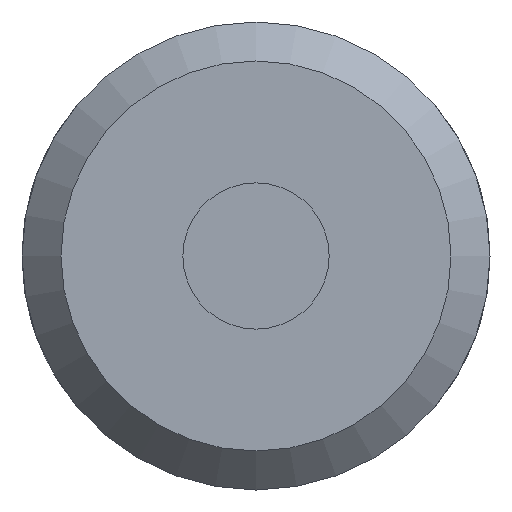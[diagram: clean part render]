
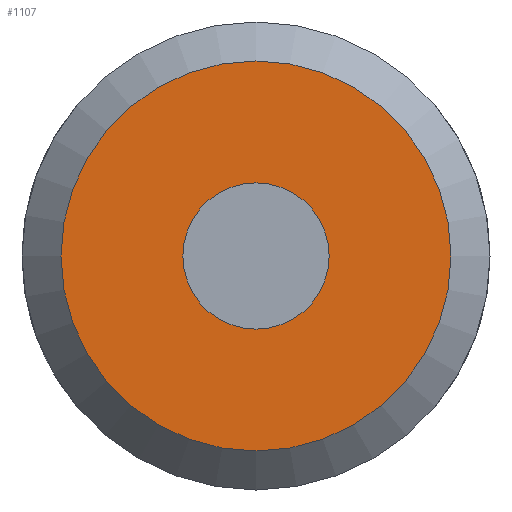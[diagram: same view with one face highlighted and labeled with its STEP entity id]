
A CAD part, left-side view. The second image highlights one B-rep face of the part: STEP entity #1107.
In plain terms, the highlighted planar face has unit normal (-1, 0, 0).
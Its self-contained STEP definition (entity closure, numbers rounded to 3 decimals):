
#24=PLANE('',#1202);
#205=ORIENTED_EDGE('',*,*,#377,.T.);
#206=ORIENTED_EDGE('',*,*,#378,.T.);
#377=EDGE_CURVE('',#464,#464,#492,.T.);
#378=EDGE_CURVE('',#465,#465,#493,.F.);
#464=VERTEX_POINT('',#1618);
#465=VERTEX_POINT('',#1620);
#492=CIRCLE('',#1203,3.75);
#493=CIRCLE('',#1204,10.);
#530=EDGE_LOOP('',(#205));
#531=EDGE_LOOP('',(#206));
#621=FACE_BOUND('',#530,.T.);
#622=FACE_BOUND('',#531,.T.);
#1107=ADVANCED_FACE('',(#621,#622),#24,.F.);
#1202=AXIS2_PLACEMENT_3D('',#1616,#1357,#1358);
#1203=AXIS2_PLACEMENT_3D('',#1617,#1359,#1360);
#1204=AXIS2_PLACEMENT_3D('',#1619,#1361,#1362);
#1357=DIRECTION('',(1.,0.,0.));
#1358=DIRECTION('',(0.,0.,-1.));
#1359=DIRECTION('',(1.,0.,0.));
#1360=DIRECTION('',(0.,0.,-1.));
#1361=DIRECTION('',(1.,0.,0.));
#1362=DIRECTION('',(0.,0.,-1.));
#1616=CARTESIAN_POINT('',(0.,0.,0.));
#1617=CARTESIAN_POINT('',(0.,0.,0.));
#1618=CARTESIAN_POINT('',(0.,0.,-3.75));
#1619=CARTESIAN_POINT('',(0.,0.,0.));
#1620=CARTESIAN_POINT('',(0.,0.,-10.));
